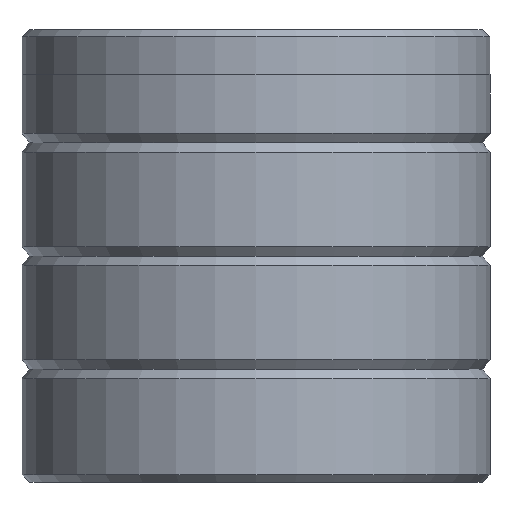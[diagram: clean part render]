
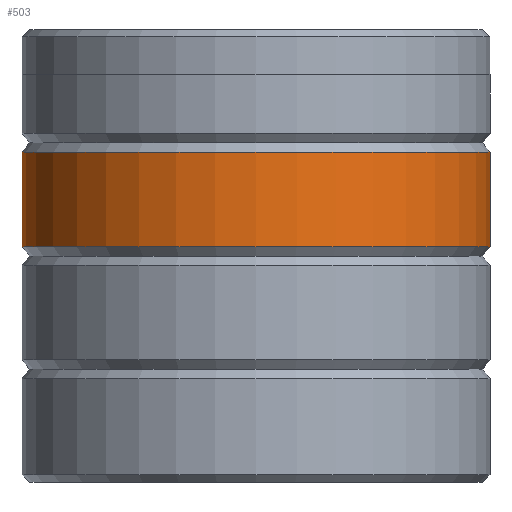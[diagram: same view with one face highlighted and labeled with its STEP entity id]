
A CAD part, front view. The second image highlights one B-rep face of the part: STEP entity #503.
In plain terms, the highlighted cylindrical face has radius 15.5 mm (diameter 31 mm), a partial arc.
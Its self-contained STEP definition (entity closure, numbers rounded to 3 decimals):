
#6 = DIRECTION ( 'NONE',  ( 0., 0., -1. ) ) ;
#76 = VERTEX_POINT ( 'NONE', #751 ) ;
#81 = DIRECTION ( 'NONE',  ( 0., 0., -1. ) ) ;
#141 = CARTESIAN_POINT ( 'NONE',  ( 0., 0., 15.625 ) ) ;
#150 = AXIS2_PLACEMENT_3D ( 'NONE', #435, #1398, #569 ) ;
#156 = ORIENTED_EDGE ( 'NONE', *, *, #458, .F. ) ;
#229 = ORIENTED_EDGE ( 'NONE', *, *, #1089, .F. ) ;
#284 = CARTESIAN_POINT ( 'NONE',  ( 0., 0., 30. ) ) ;
#366 = FACE_OUTER_BOUND ( 'NONE', #385, .T. ) ;
#381 = VERTEX_POINT ( 'NONE', #734 ) ;
#385 = EDGE_LOOP ( 'NONE', ( #229, #732, #813, #156 ) ) ;
#435 = CARTESIAN_POINT ( 'NONE',  ( 0., 0., 21.875 ) ) ;
#458 = EDGE_CURVE ( 'NONE', #76, #517, #1530, .T. ) ;
#503 = ADVANCED_FACE ( 'NONE', ( #366 ), #1758, .T. ) ;
#517 = VERTEX_POINT ( 'NONE', #1387 ) ;
#550 = EDGE_CURVE ( 'NONE', #381, #1654, #639, .T. ) ;
#569 = DIRECTION ( 'NONE',  ( -1., 0., 0. ) ) ;
#588 = LINE ( 'NONE', #649, #870 ) ;
#639 = CIRCLE ( 'NONE', #150, 15.5 ) ;
#649 = CARTESIAN_POINT ( 'NONE',  ( -15.5, 0., 30. ) ) ;
#732 = ORIENTED_EDGE ( 'NONE', *, *, #550, .T. ) ;
#734 = CARTESIAN_POINT ( 'NONE',  ( 15.5, 0., 21.875 ) ) ;
#751 = CARTESIAN_POINT ( 'NONE',  ( 15.5, 0., 15.625 ) ) ;
#780 = DIRECTION ( 'NONE',  ( 0., 0., -1. ) ) ;
#813 = ORIENTED_EDGE ( 'NONE', *, *, #1092, .T. ) ;
#870 = VECTOR ( 'NONE', #780, 1000. ) ;
#1006 = LINE ( 'NONE', #1074, #1601 ) ;
#1074 = CARTESIAN_POINT ( 'NONE',  ( 15.5, 0., 30. ) ) ;
#1089 = EDGE_CURVE ( 'NONE', #381, #76, #1006, .T. ) ;
#1092 = EDGE_CURVE ( 'NONE', #1654, #517, #588, .T. ) ;
#1096 = CARTESIAN_POINT ( 'NONE',  ( -15.5, 0., 21.875 ) ) ;
#1171 = DIRECTION ( 'NONE',  ( -1., 0., 0. ) ) ;
#1192 = DIRECTION ( 'NONE',  ( 0., 0., -1. ) ) ;
#1326 = AXIS2_PLACEMENT_3D ( 'NONE', #141, #6, #1171 ) ;
#1387 = CARTESIAN_POINT ( 'NONE',  ( -15.5, 0., 15.625 ) ) ;
#1398 = DIRECTION ( 'NONE',  ( 0., 0., -1. ) ) ;
#1530 = CIRCLE ( 'NONE', #1326, 15.5 ) ;
#1601 = VECTOR ( 'NONE', #81, 1000. ) ;
#1654 = VERTEX_POINT ( 'NONE', #1096 ) ;
#1719 = DIRECTION ( 'NONE',  ( -1., 0., 0. ) ) ;
#1754 = AXIS2_PLACEMENT_3D ( 'NONE', #284, #1192, #1719 ) ;
#1758 = CYLINDRICAL_SURFACE ( 'NONE', #1754, 15.5 ) ;
